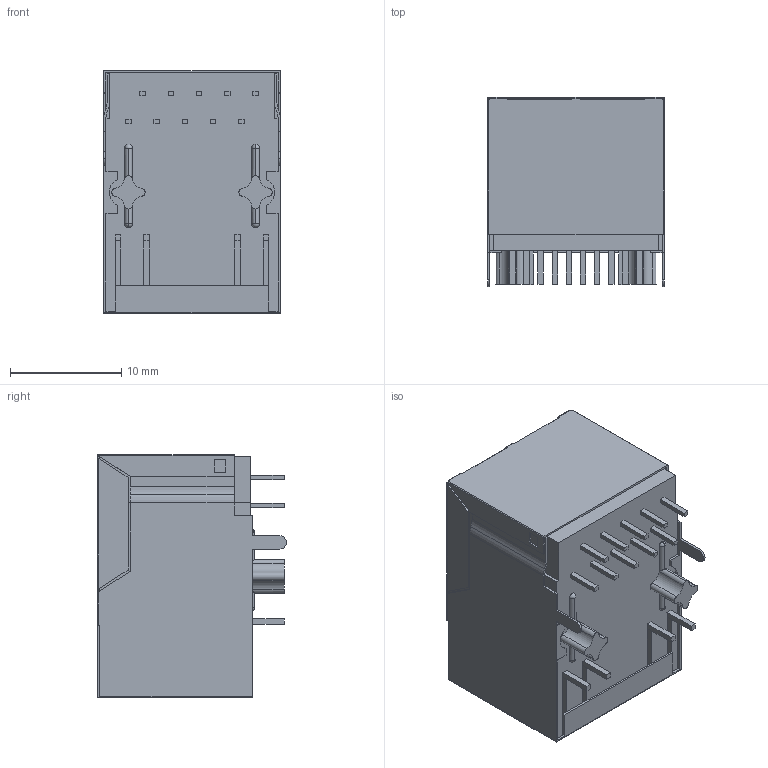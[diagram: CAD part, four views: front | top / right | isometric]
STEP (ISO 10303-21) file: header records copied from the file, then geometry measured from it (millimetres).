
FILE_DESCRIPTION (( 'STEP AP214' ), '1' );
FILE_NAME ('7499210121A.STEP', '2021-11-19T09:19:14', ( '' ), ( '' ), 'SwSTEP 2.0', 'SolidWorks 2018', '' );
FILE_SCHEMA (( 'AUTOMOTIVE_DESIGN' ));
Length unit declared in the file: millimetre
Products named in the file (1): 7499210121A
Bounding box: 15.88 x 17 x 21.84 mm (x, y, z)
Volume: 3374.9 mm3; surface area: 6278 mm2
Topology: 14 solids, 14 shells, 378 faces, 1042 edges, 682 vertices
Faces by surface type: plane 317, cylinder 55, sphere 6
Entity records: 12079 total; most frequent: CARTESIAN_POINT 2225, ORIENTED_EDGE 2068, DIRECTION 1870, EDGE_CURVE 1034, VECTOR 912, LINE 912, VERTEX_POINT 682, AXIS2_PLACEMENT_3D 479
